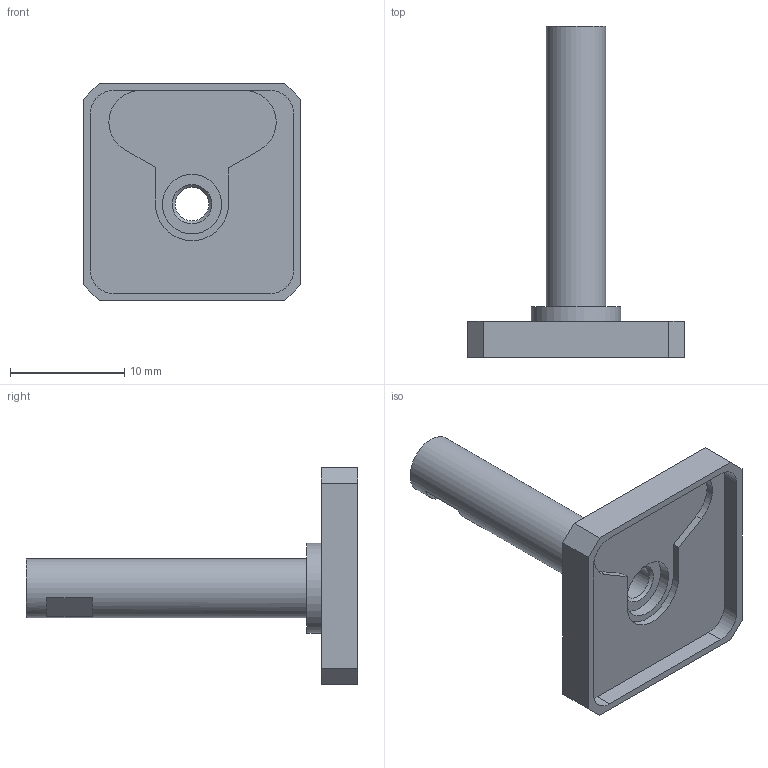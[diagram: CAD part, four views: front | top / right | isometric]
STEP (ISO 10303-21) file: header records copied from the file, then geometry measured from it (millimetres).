
FILE_DESCRIPTION(/* description */ (''),/* implementation_level */ '2;1');
FILE_NAME(/* name */ '2004948B-exact-SHAFT.step',/* time_stamp */ '2020-05-17T13:11:13-05:00',/* author */ (''),/* organization */ (''),/* preprocessor_version */ 'ST-DEVELOPER v18.1',/* originating_system */ 'Autodesk Translation Framework v9.3.0.1241',/* authorisation */ '');
FILE_SCHEMA (('AUTOMOTIVE_DESIGN { 1 0 10303 214 3 1 1 }'));
Length unit declared in the file: inch
Products named in the file (1): 2004948B-exact-SHAFT
Bounding box: 19.05 x 29.03 x 19.05 mm (x, y, z)
Volume: 954.7 mm3; surface area: 1766.5 mm2
Topology: 1 solids, 1 shells, 43 faces, 101 edges, 67 vertices
Faces by surface type: plane 30, cylinder 12, cone 1
Full cylindrical faces by diameter (mm): 2.946 x1, 3.436 x1, 5.207 x2, 7.874 x1
Entity records: 1275 total; most frequent: DIRECTION 218, CARTESIAN_POINT 212, ORIENTED_EDGE 202, EDGE_CURVE 101, AXIS2_PLACEMENT_3D 73, LINE 72, VECTOR 72, VERTEX_POINT 67
